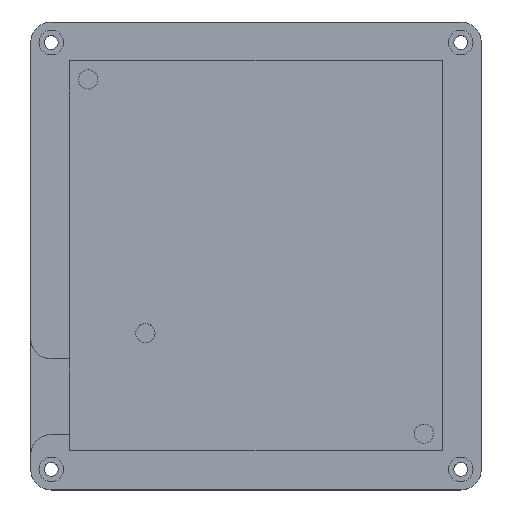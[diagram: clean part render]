
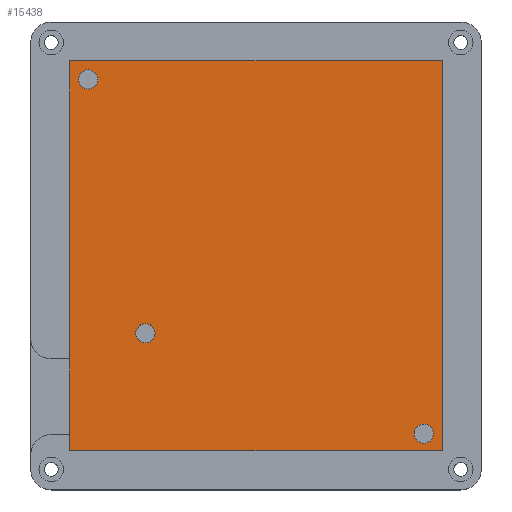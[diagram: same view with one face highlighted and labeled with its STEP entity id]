
A CAD part, top view. The second image highlights one B-rep face of the part: STEP entity #15438.
In plain terms, the highlighted planar face has unit normal (0, 0, 1).
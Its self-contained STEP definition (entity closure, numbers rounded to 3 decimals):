
#673=FACE_BOUND('',#3866,.T.);
#674=FACE_BOUND('',#3867,.T.);
#675=FACE_BOUND('',#3868,.T.);
#2174=PLANE('',#15672);
#2994=FACE_OUTER_BOUND('',#3865,.T.);
#3865=EDGE_LOOP('',(#14510,#14511,#14512,#14513));
#3866=EDGE_LOOP('',(#14514));
#3867=EDGE_LOOP('',(#14515));
#3868=EDGE_LOOP('',(#14516));
#4887=LINE('',#31151,#5892);
#4888=LINE('',#31153,#5893);
#4889=LINE('',#31155,#5894);
#4890=LINE('',#31156,#5895);
#5892=VECTOR('',#17092,10.);
#5893=VECTOR('',#17093,10.);
#5894=VECTOR('',#17094,10.);
#5895=VECTOR('',#17095,10.);
#5912=CIRCLE('',#15480,2.35);
#5914=CIRCLE('',#15484,2.35);
#5916=CIRCLE('',#15488,2.35);
#5958=VERTEX_POINT('',#17199);
#5960=VERTEX_POINT('',#17206);
#5962=VERTEX_POINT('',#17213);
#7506=VERTEX_POINT('',#31149);
#7507=VERTEX_POINT('',#31150);
#7508=VERTEX_POINT('',#31152);
#7509=VERTEX_POINT('',#31154);
#7526=EDGE_CURVE('',#5958,#5958,#5912,.T.);
#7529=EDGE_CURVE('',#5960,#5960,#5914,.T.);
#7532=EDGE_CURVE('',#5962,#5962,#5916,.T.);
#9851=EDGE_CURVE('',#7506,#7507,#4887,.T.);
#9852=EDGE_CURVE('',#7508,#7506,#4888,.T.);
#9853=EDGE_CURVE('',#7509,#7508,#4889,.T.);
#9854=EDGE_CURVE('',#7507,#7509,#4890,.T.);
#14510=ORIENTED_EDGE('',*,*,#9851,.F.);
#14511=ORIENTED_EDGE('',*,*,#9852,.F.);
#14512=ORIENTED_EDGE('',*,*,#9853,.F.);
#14513=ORIENTED_EDGE('',*,*,#9854,.F.);
#14514=ORIENTED_EDGE('',*,*,#7526,.T.);
#14515=ORIENTED_EDGE('',*,*,#7529,.T.);
#14516=ORIENTED_EDGE('',*,*,#7532,.T.);
#15438=ADVANCED_FACE('',(#2994,#673,#674,#675),#2174,.T.);
#15480=AXIS2_PLACEMENT_3D('',#17200,#15721,#15722);
#15484=AXIS2_PLACEMENT_3D('',#17207,#15730,#15731);
#15488=AXIS2_PLACEMENT_3D('',#17214,#15739,#15740);
#15672=AXIS2_PLACEMENT_3D('',#31148,#17090,#17091);
#15721=DIRECTION('center_axis',(0.,0.,-1.));
#15722=DIRECTION('ref_axis',(1.,0.,0.));
#15730=DIRECTION('center_axis',(0.,0.,-1.));
#15731=DIRECTION('ref_axis',(1.,0.,0.));
#15739=DIRECTION('center_axis',(0.,0.,-1.));
#15740=DIRECTION('ref_axis',(1.,0.,0.));
#17090=DIRECTION('center_axis',(0.,0.,1.));
#17091=DIRECTION('ref_axis',(1.,0.,0.));
#17092=DIRECTION('',(-1.,0.,0.));
#17093=DIRECTION('',(0.,-1.,0.));
#17094=DIRECTION('',(1.,0.,0.));
#17095=DIRECTION('',(0.,1.,0.));
#17199=CARTESIAN_POINT('',(-3.85,-38.7,5.));
#17200=CARTESIAN_POINT('Origin',(-1.5,-38.7,5.));
#17206=CARTESIAN_POINT('',(-17.85,23.3,5.));
#17207=CARTESIAN_POINT('Origin',(-15.5,23.3,5.));
#17213=CARTESIAN_POINT('',(64.15,-63.2,5.));
#17214=CARTESIAN_POINT('Origin',(66.5,-63.2,5.));
#31148=CARTESIAN_POINT('Origin',(25.5,-19.825,5.));
#31149=CARTESIAN_POINT('',(71.,-67.45,5.));
#31150=CARTESIAN_POINT('',(-20.,-67.45,5.));
#31151=CARTESIAN_POINT('',(48.25,-67.45,5.));
#31152=CARTESIAN_POINT('',(71.,27.8,5.));
#31153=CARTESIAN_POINT('',(71.,3.987,5.));
#31154=CARTESIAN_POINT('',(-20.,27.8,5.));
#31155=CARTESIAN_POINT('',(2.75,27.8,5.));
#31156=CARTESIAN_POINT('',(-20.,-43.638,5.));
